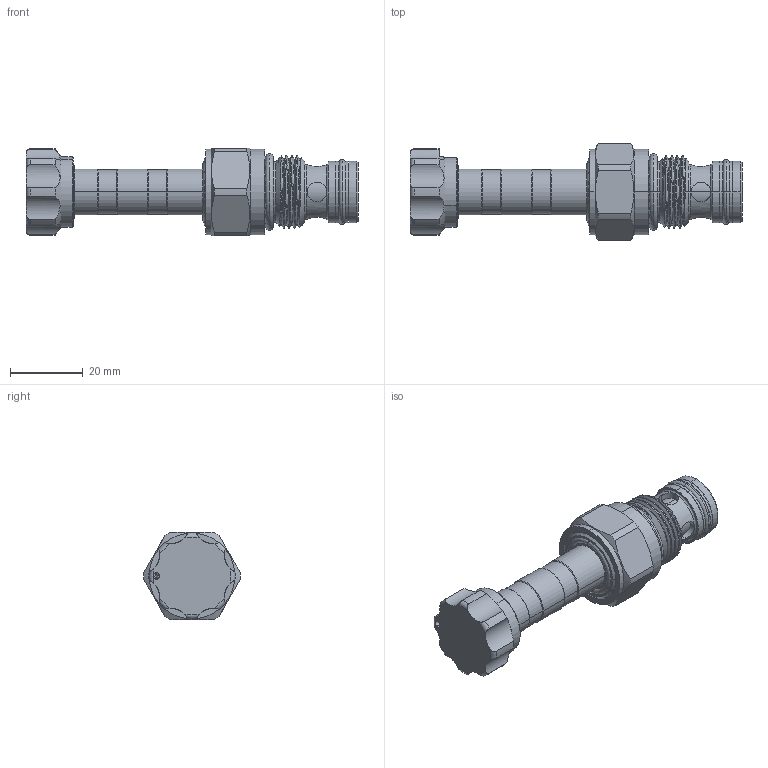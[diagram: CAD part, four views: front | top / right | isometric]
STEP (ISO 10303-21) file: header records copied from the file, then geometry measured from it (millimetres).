
FILE_DESCRIPTION (( 'STEP AP203' ), '1' );
FILE_NAME ('EP20MB2A01N05.STEP', '2016-08-25T07:28:43', ( '' ), ( '' ), 'SwSTEP 2.0', 'SolidWorks 2012', '' );
FILE_SCHEMA (( 'CONFIG_CONTROL_DESIGN' ));
Length unit declared in the file: millimetre
Products named in the file (1): EP20MB2A01N05
Bounding box: 91.5 x 26.69 x 24 mm (x, y, z)
Volume: 22664.1 mm3; surface area: 8888.6 mm2
Topology: 5 solids, 5 shells, 188 faces, 456 edges, 285 vertices
Faces by surface type: cylinder 96, cone 32, torus 30, plane 25, bspline 5
Entity records: 7428 total; most frequent: CARTESIAN_POINT 3023, DIRECTION 919, ORIENTED_EDGE 912, EDGE_CURVE 456, AXIS2_PLACEMENT_3D 395, VERTEX_POINT 285, CIRCLE 211, EDGE_LOOP 205
